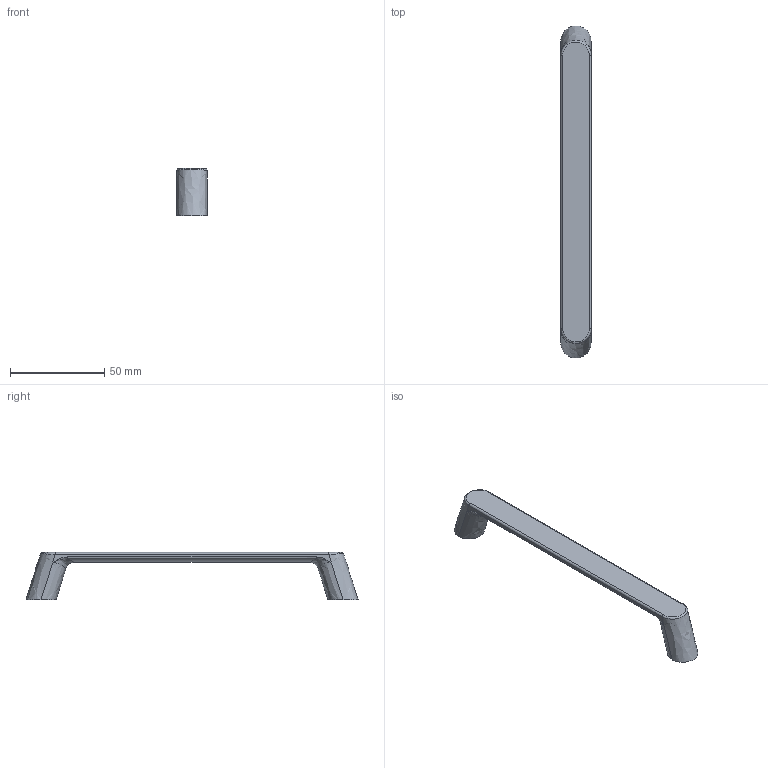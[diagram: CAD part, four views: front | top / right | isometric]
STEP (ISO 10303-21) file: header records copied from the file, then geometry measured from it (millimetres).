
FILE_DESCRIPTION (( 'STEP AP214' ), '1' );
FILE_NAME ('428420160.STEP', '2019-07-17T15:18:53', ( '' ), ( '' ), 'SwSTEP 2.0', 'SolidWorks 2019', '' );
FILE_SCHEMA (( 'AUTOMOTIVE_DESIGN' ));
Length unit declared in the file: millimetre
Products named in the file (1): 428420160
Bounding box: 16 x 176.23 x 25 mm (x, y, z)
Volume: 19469.8 mm3; surface area: 8465.4 mm2
Topology: 1 solids, 1 shells, 31 faces, 71 edges, 36 vertices
Faces by surface type: bspline 12, cylinder 10, plane 5, cone 4
Entity records: 2415 total; most frequent: CARTESIAN_POINT 1799, ORIENTED_EDGE 126, DIRECTION 77, EDGE_CURVE 63, VERTEX_POINT 36, B_SPLINE_CURVE_WITH_KNOTS 34, EDGE_LOOP 33, ADVANCED_FACE 31
